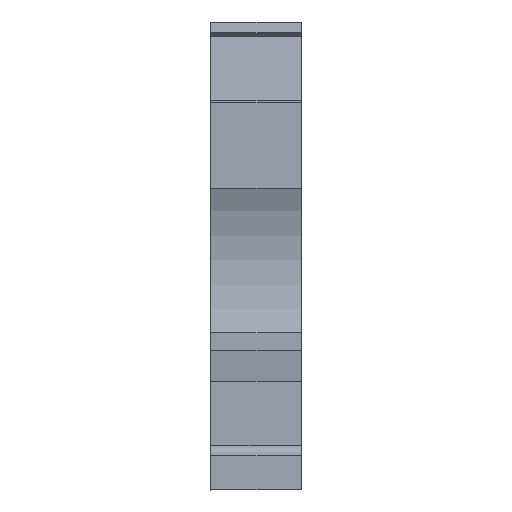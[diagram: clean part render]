
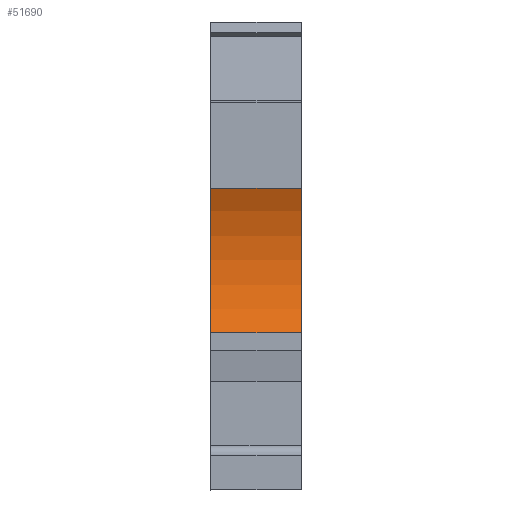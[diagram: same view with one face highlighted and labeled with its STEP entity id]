
A CAD part, front view. The second image highlights one B-rep face of the part: STEP entity #51690.
In plain terms, the highlighted cylindrical face has radius 15 mm (diameter 30 mm), a partial arc.
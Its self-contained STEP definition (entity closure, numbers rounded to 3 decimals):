
#43980=CARTESIAN_POINT('',(-51.125,8.2,
0.));
#43990=VERTEX_POINT('',#43980);
#44020=CARTESIAN_POINT('',(-64.644,14.7,
0.));
#44030=DIRECTION('',(0.,0.,1.));
#44040=DIRECTION('',(1.,0.,0.));
#44050=AXIS2_PLACEMENT_3D('',#44020,#44030,#44040);
#44060=CIRCLE('',#44050,15.);
#44070=CARTESIAN_POINT('',(-51.125,21.2,
0.));
#44080=VERTEX_POINT('',#44070);
#44090=EDGE_CURVE('',#43990,#44080,#44060,.T.);
#51250=CARTESIAN_POINT('',(-51.125,8.2,
-8.15));
#51260=VERTEX_POINT('',#51250);
#51290=CARTESIAN_POINT('',(-51.125,8.2,
0.));
#51300=DIRECTION('',(0.,0.,-1.));
#51310=VECTOR('',#51300,1.);
#51320=LINE('',#51290,#51310);
#51330=EDGE_CURVE('',#43990,#51260,#51320,.T.);
#51450=CARTESIAN_POINT('',(-64.644,14.7,
0.));
#51460=DIRECTION('',(0.,0.,1.));
#51470=DIRECTION('',(1.,0.,0.));
#51480=AXIS2_PLACEMENT_3D('',#51450,#51460,#51470);
#51490=CYLINDRICAL_SURFACE('',#51480,15.);
#51500=ORIENTED_EDGE('',*,*,#44090,.T.);
#51510=ORIENTED_EDGE('',*,*,#51330,.F.);
#51520=CARTESIAN_POINT('',(-64.644,14.7,
-8.15));
#51530=DIRECTION('',(0.,0.,1.));
#51540=DIRECTION('',(1.,0.,0.));
#51550=AXIS2_PLACEMENT_3D('',#51520,#51530,#51540);
#51560=CIRCLE('',#51550,15.);
#51570=CARTESIAN_POINT('',(-51.125,21.2,
-8.15));
#51580=VERTEX_POINT('',#51570);
#51590=EDGE_CURVE('',#51260,#51580,#51560,.T.);
#51600=ORIENTED_EDGE('',*,*,#51590,.F.);
#51610=CARTESIAN_POINT('',(-51.125,21.2,
0.));
#51620=DIRECTION('',(0.,0.,-1.));
#51630=VECTOR('',#51620,1.);
#51640=LINE('',#51610,#51630);
#51650=EDGE_CURVE('',#44080,#51580,#51640,.T.);
#51660=ORIENTED_EDGE('',*,*,#51650,.T.);
#51670=EDGE_LOOP('',(#51660,#51600,#51510,#51500));
#51680=FACE_OUTER_BOUND('',#51670,.T.);
#51690=ADVANCED_FACE('',(#51680),#51490,.F.);
